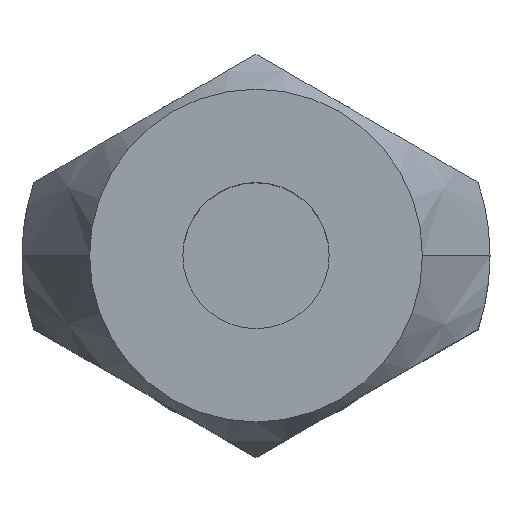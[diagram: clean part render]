
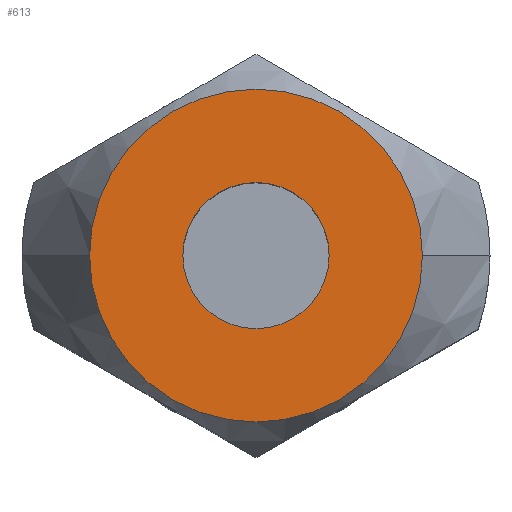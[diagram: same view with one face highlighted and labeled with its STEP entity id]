
A CAD part, top view. The second image highlights one B-rep face of the part: STEP entity #613.
In plain terms, the highlighted planar face has unit normal (0, 0, 1).
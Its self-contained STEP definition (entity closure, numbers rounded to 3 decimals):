
#42 = ORIENTED_EDGE ( 'NONE', *, *, #515, .T. ) ;
#84 = FACE_BOUND ( 'NONE', #467, .T. ) ;
#114 = ORIENTED_EDGE ( 'NONE', *, *, #273, .F. ) ;
#125 = VERTEX_POINT ( 'NONE', #742 ) ;
#152 = AXIS2_PLACEMENT_3D ( 'NONE', #229, #371, #382 ) ;
#178 = VERTEX_POINT ( 'NONE', #224 ) ;
#179 = ORIENTED_EDGE ( 'NONE', *, *, #368, .F. ) ;
#197 = AXIS2_PLACEMENT_3D ( 'NONE', #217, #352, #577 ) ;
#199 = DIRECTION ( 'NONE',  ( 1., 0., 0. ) ) ;
#205 = CARTESIAN_POINT ( 'NONE',  ( 0., 0., 14. ) ) ;
#217 = CARTESIAN_POINT ( 'NONE',  ( 0., 0., 14. ) ) ;
#219 = DIRECTION ( 'NONE',  ( 1., 0., 0. ) ) ;
#224 = CARTESIAN_POINT ( 'NONE',  ( -2.5, 0., 14. ) ) ;
#229 = CARTESIAN_POINT ( 'NONE',  ( 0., 0., 14. ) ) ;
#242 = DIRECTION ( 'NONE',  ( 0., 0., -1. ) ) ;
#249 = VERTEX_POINT ( 'NONE', #944 ) ;
#273 = EDGE_CURVE ( 'NONE', #125, #178, #879, .T. ) ;
#278 = CIRCLE ( 'NONE', #152, 2.5 ) ;
#316 = FACE_OUTER_BOUND ( 'NONE', #413, .T. ) ;
#325 = AXIS2_PLACEMENT_3D ( 'NONE', #569, #651, #219 ) ;
#327 = AXIS2_PLACEMENT_3D ( 'NONE', #377, #242, #387 ) ;
#352 = DIRECTION ( 'NONE',  ( 0., 0., 1. ) ) ;
#368 = EDGE_CURVE ( 'NONE', #178, #125, #278, .T. ) ;
#371 = DIRECTION ( 'NONE',  ( 0., 0., 1. ) ) ;
#377 = CARTESIAN_POINT ( 'NONE',  ( 5.691, 0., 14. ) ) ;
#382 = DIRECTION ( 'NONE',  ( 1., 0., 0. ) ) ;
#383 = CARTESIAN_POINT ( 'NONE',  ( -5.691, 0., 14. ) ) ;
#387 = DIRECTION ( 'NONE',  ( -1., 0., 0. ) ) ;
#413 = EDGE_LOOP ( 'NONE', ( #42, #907 ) ) ;
#467 = EDGE_LOOP ( 'NONE', ( #114, #179 ) ) ;
#515 = EDGE_CURVE ( 'NONE', #699, #249, #737, .T. ) ;
#569 = CARTESIAN_POINT ( 'NONE',  ( 0., 0., 14. ) ) ;
#577 = DIRECTION ( 'NONE',  ( 1., 0., 0. ) ) ;
#613 = ADVANCED_FACE ( 'NONE', ( #84, #316 ), #889, .F. ) ;
#651 = DIRECTION ( 'NONE',  ( 0., 0., 1. ) ) ;
#662 = AXIS2_PLACEMENT_3D ( 'NONE', #205, #861, #199 ) ;
#699 = VERTEX_POINT ( 'NONE', #383 ) ;
#704 = CIRCLE ( 'NONE', #662, 5.691 ) ;
#737 = CIRCLE ( 'NONE', #325, 5.691 ) ;
#742 = CARTESIAN_POINT ( 'NONE',  ( 2.5, 0., 14. ) ) ;
#835 = EDGE_CURVE ( 'NONE', #249, #699, #704, .T. ) ;
#861 = DIRECTION ( 'NONE',  ( 0., 0., 1. ) ) ;
#879 = CIRCLE ( 'NONE', #197, 2.5 ) ;
#889 = PLANE ( 'NONE',  #327 ) ;
#907 = ORIENTED_EDGE ( 'NONE', *, *, #835, .T. ) ;
#944 = CARTESIAN_POINT ( 'NONE',  ( 5.691, 0., 14. ) ) ;
